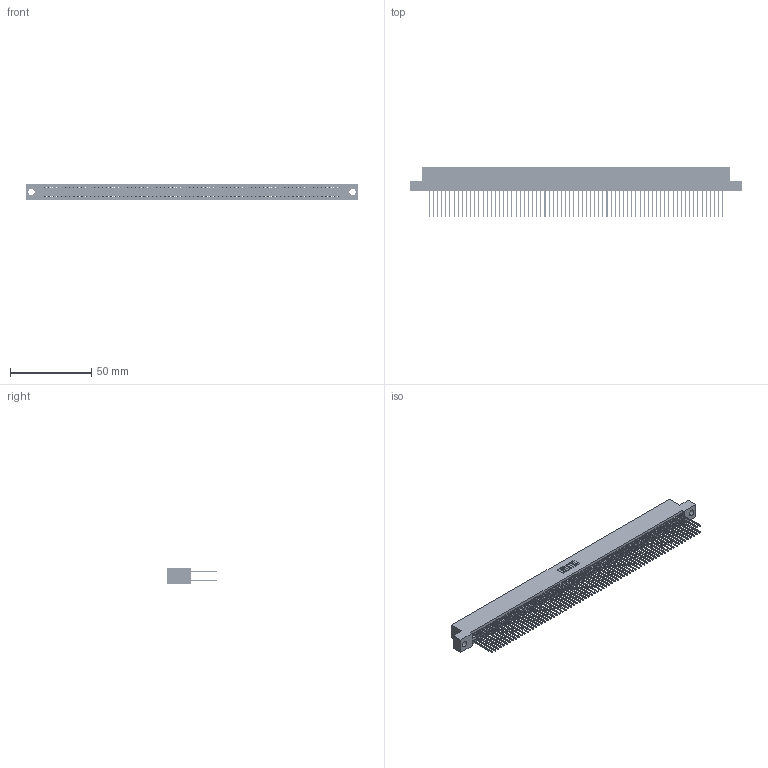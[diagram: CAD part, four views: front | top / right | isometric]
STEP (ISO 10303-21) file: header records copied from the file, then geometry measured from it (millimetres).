
FILE_DESCRIPTION (( 'STEP AP203' ), '1' );
FILE_NAME ('345-144-542-204.STEP', '2018-10-22T17:38:51', ( '' ), ( '' ), 'SwSTEP 2.0', 'SolidWorks 2016', '' );
FILE_SCHEMA (( 'CONFIG_CONTROL_DESIGN' ));
Length unit declared in the file: inch
Products named in the file (3): 345-292-001_345-293-142; 345-144-542-204; 345 Part_Flush Mounting Lugs - 0.156 Dia-TH
Assembly tree (145 placements, depth 2):
  345-144-542-204
    345 Part_Flush Mounting Lugs - 0.156 Dia-TH
    345-292-001_345-293-142  x144
Bounding box: 204.09 x 31.29 x 9.4 mm (x, y, z)
Volume: 20687.3 mm3; surface area: 34112.5 mm2
Topology: 145 solids, 145 shells, 7326 faces, 21797 edges, 14338 vertices
Faces by surface type: plane 4832, cylinder 2494
Entity records: 52475 total; most frequent: CARTESIAN_POINT 8768, ORIENTED_EDGE 8702, DIRECTION 7695, EDGE_CURVE 4351, VECTOR 3931, LINE 3931, VERTEX_POINT 2898, AXIS2_PLACEMENT_3D 1882
